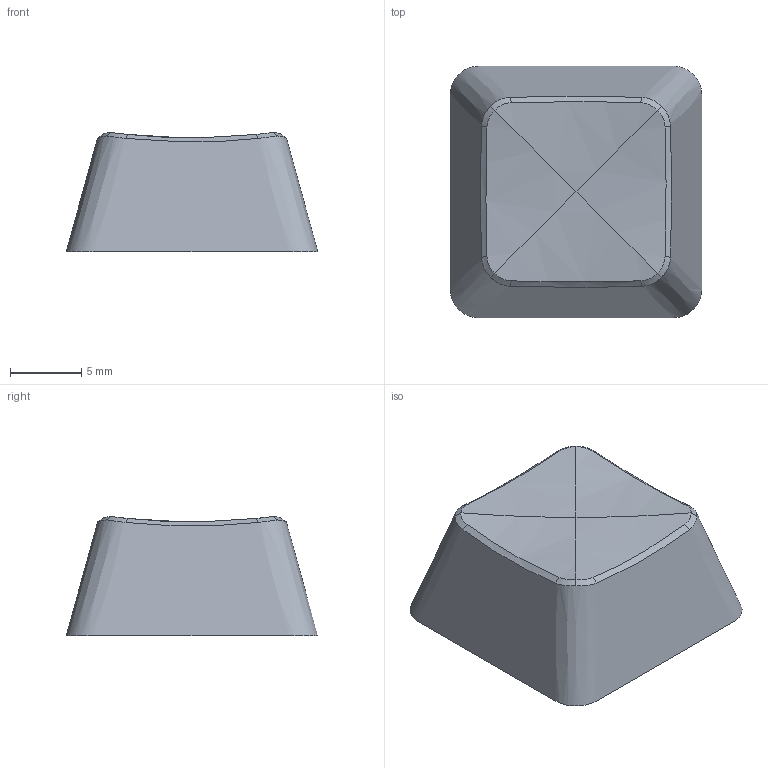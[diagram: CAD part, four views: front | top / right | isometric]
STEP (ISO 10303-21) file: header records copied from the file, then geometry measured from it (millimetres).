
FILE_DESCRIPTION(/* description */ (''),/* implementation_level */ '2;1');
FILE_NAME(/* name */ 'xdakeycap v3.step',/* time_stamp */ '2020-09-10T11:51:47-04:00',/* author */ (''),/* organization */ (''),/* preprocessor_version */ 'ST-DEVELOPER v18.1',/* originating_system */ 'Autodesk Translation Framework v9.3.0.1241',/* authorisation */ '');
FILE_SCHEMA (('AUTOMOTIVE_DESIGN { 1 0 10303 214 3 1 1 }'));
Length unit declared in the file: millimetre
Products named in the file (1): xdakeycap
Bounding box: 17.7 x 17.7 x 8.39 mm (x, y, z)
Volume: 705.1 mm3; surface area: 1473.2 mm2
Topology: 1 solids, 1 shells, 35 faces, 92 edges, 62 vertices
Faces by surface type: plane 16, bspline 14, cylinder 5
Full cylindrical faces by diameter (mm): 5.54 x1
Entity records: 2461 total; most frequent: CARTESIAN_POINT 1680, ORIENTED_EDGE 184, DIRECTION 96, EDGE_CURVE 92, VERTEX_POINT 62, B_SPLINE_CURVE_WITH_KNOTS 43, LINE 40, VECTOR 40
